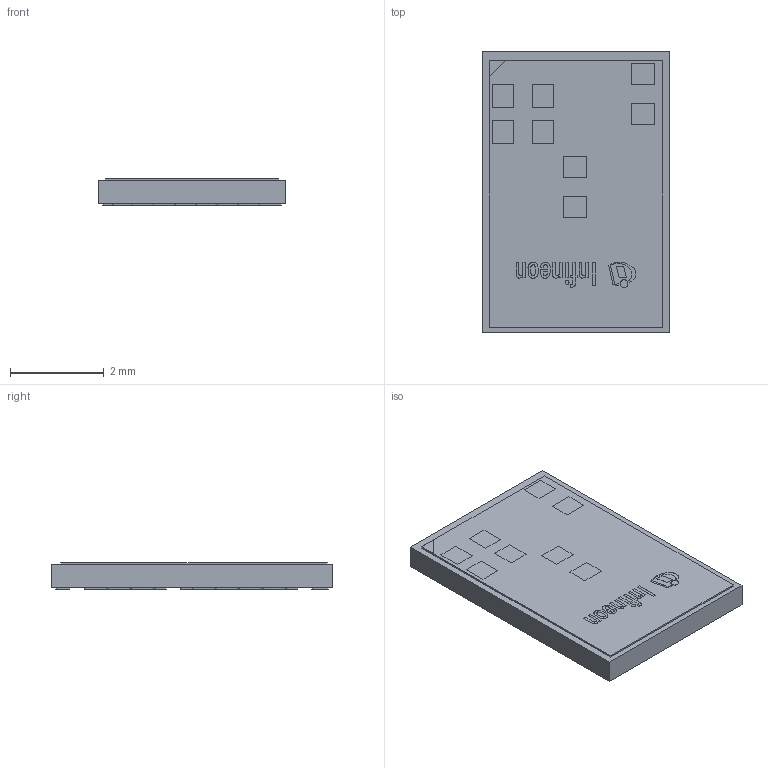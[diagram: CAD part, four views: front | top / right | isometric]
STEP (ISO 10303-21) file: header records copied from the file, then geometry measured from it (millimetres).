
FILE_DESCRIPTION(/* description */ (''),/* implementation_level */ '2;1');
FILE_NAME(/* name */ 'PG-UFLGA-34-1_Z8B00228084_V05_3D.stp',/* time_stamp */ '2022-08-03T21:30:20+05:00',/* author */ ('janartha'),/* organization */ (''),/* preprocessor_version */ 'ST-DEVELOPER v16.13',/* originating_system */ 'AutoCAD Mechanical',/* authorisation */ '');
FILE_SCHEMA (('AUTOMOTIVE_DESIGN { 1 0 10303 214 3 1 1 }'));
Length unit declared in the file: millimetre
Products named in the file (1): Product
Bounding box: 4 x 6 x 0.57 mm (x, y, z)
Volume: 13.4 mm3; surface area: 139.9 mm2
Topology: 37 solids, 37 shells, 450 faces, 1128 edges, 752 vertices
Faces by surface type: plane 307, cylinder 125, bspline 18
Full cylindrical faces by diameter (mm): 0.081 x1, 0.166 x1
Entity records: 13603 total; most frequent: CARTESIAN_POINT 2699, ORIENTED_EDGE 2252, DIRECTION 2206, EDGE_CURVE 1126, LINE 840, VECTOR 840, VERTEX_POINT 752, AXIS2_PLACEMENT_3D 683
